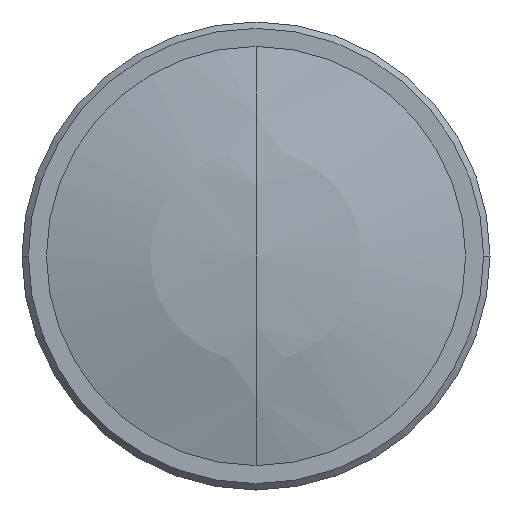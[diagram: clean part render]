
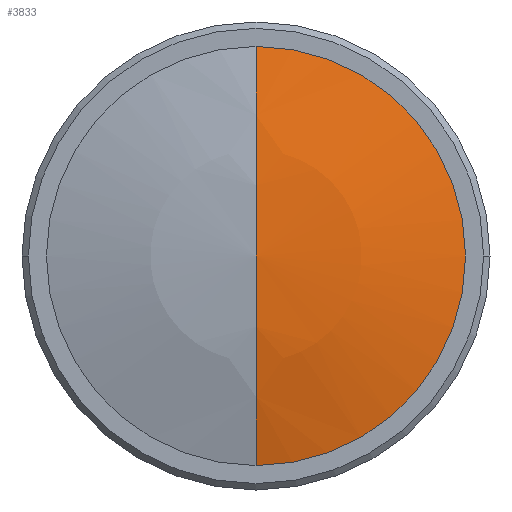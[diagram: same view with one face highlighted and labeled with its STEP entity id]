
A CAD part, front view. The second image highlights one B-rep face of the part: STEP entity #3833.
In plain terms, the highlighted spherical face has radius 17.675 mm.
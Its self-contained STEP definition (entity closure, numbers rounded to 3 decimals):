
#1610=CARTESIAN_POINT('',(0.,0.25,0.));
#1611=DIRECTION('',(0.,1.,0.));
#1612=DIRECTION('',(1.,0.,0.));
#1613=AXIS2_PLACEMENT_3D('',#1610,#1611,#1612);
#1620=CARTESIAN_POINT('',(0.,17.225,0.));
#1621=DIRECTION('',(1.,0.,0.));
#1622=DIRECTION('',(0.,-0.96,0.279));
#1623=AXIS2_PLACEMENT_3D('',#1620,#1621,#1622);
#1625=CARTESIAN_POINT('',(0.,17.225,0.));
#1626=DIRECTION('',(-1.,0.,0.));
#1627=DIRECTION('',(0.,-0.96,-0.279));
#1628=AXIS2_PLACEMENT_3D('',#1625,#1626,#1627);
#1630=CARTESIAN_POINT('',(0.,0.25,0.));
#1631=DIRECTION('',(0.,1.,0.));
#1632=DIRECTION('',(0.,0.,1.));
#1633=AXIS2_PLACEMENT_3D('',#1630,#1631,#1632);
#1680=CARTESIAN_POINT('',(4.925,0.25,0.));
#1681=CARTESIAN_POINT('',(0.,0.25,-4.925));
#1682=VERTEX_POINT('',#1680);
#1683=VERTEX_POINT('',#1681);
#1686=CARTESIAN_POINT('',(0.,0.25,4.925));
#1687=VERTEX_POINT('',#1686);
#1688=CARTESIAN_POINT('',(0.,-0.45,0.));
#1689=VERTEX_POINT('',#1688);
#3819=CARTESIAN_POINT('',(0.,17.225,0.));
#3820=DIRECTION('',(0.,1.,0.));
#3821=DIRECTION('',(0.,0.,-1.));
#3822=AXIS2_PLACEMENT_3D('',#3819,#3820,#3821);
#3823=SPHERICAL_SURFACE('',#3822,17.675);
#3824=ORIENTED_EDGE('',*,*,#3807,.T.);
#3826=ORIENTED_EDGE('',*,*,#3825,.T.);
#3828=ORIENTED_EDGE('',*,*,#3827,.F.);
#3830=ORIENTED_EDGE('',*,*,#3829,.T.);
#3831=EDGE_LOOP('',(#3824,#3826,#3828,#3830));
#3832=FACE_OUTER_BOUND('',#3831,.F.);
#3833=ADVANCED_FACE('',(#3832),#3823,.T.);
#1614=CIRCLE('',#1613,4.925);
#1624=CIRCLE('',#1623,17.675);
#1629=CIRCLE('',#1628,17.675);
#1634=CIRCLE('',#1633,4.925);
#3807=EDGE_CURVE('',#1682,#1683,#1614,.T.);
#3825=EDGE_CURVE('',#1683,#1689,#1629,.T.);
#3827=EDGE_CURVE('',#1687,#1689,#1624,.T.);
#3829=EDGE_CURVE('',#1687,#1682,#1634,.T.);
